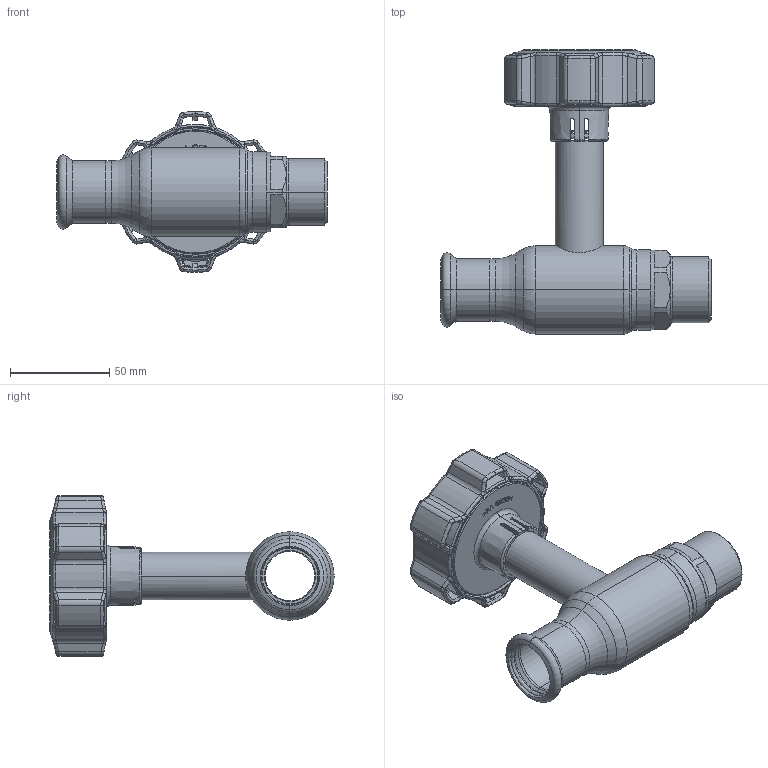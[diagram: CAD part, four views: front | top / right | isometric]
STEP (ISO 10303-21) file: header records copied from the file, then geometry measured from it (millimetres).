
FILE_DESCRIPTION (( 'STEP AP214' ), '1' );
FILE_NAME ('2025001201-0200.STEP', '2024-01-16T11:58:42', ( '' ), ( '' ), 'SwSTEP 2.0', 'SolidWorks 2021', '' );
FILE_SCHEMA (( 'AUTOMOTIVE_DESIGN' ));
Length unit declared in the file: millimetre
Products named in the file (1): 2025001201-0200
Bounding box: 136.3 x 143.05 x 81 mm (x, y, z)
Surface area: 53601.1 mm2 (no closed solid volume)
Topology: 0 solids, 23 shells, 576 faces, 1811 edges, 1226 vertices
Faces by surface type: bspline 193, cylinder 127, plane 118, cone 79, torus 59
Entity records: 37183 total; most frequent: CARTESIAN_POINT 16985, ORIENTED_EDGE 3087, DIRECTION 2272, EDGE_CURVE 1811, VERTEX_POINT 1226, AXIS2_PLACEMENT_3D 888, B_SPLINE_CURVE_WITH_KNOTS 765, EDGE_LOOP 608
